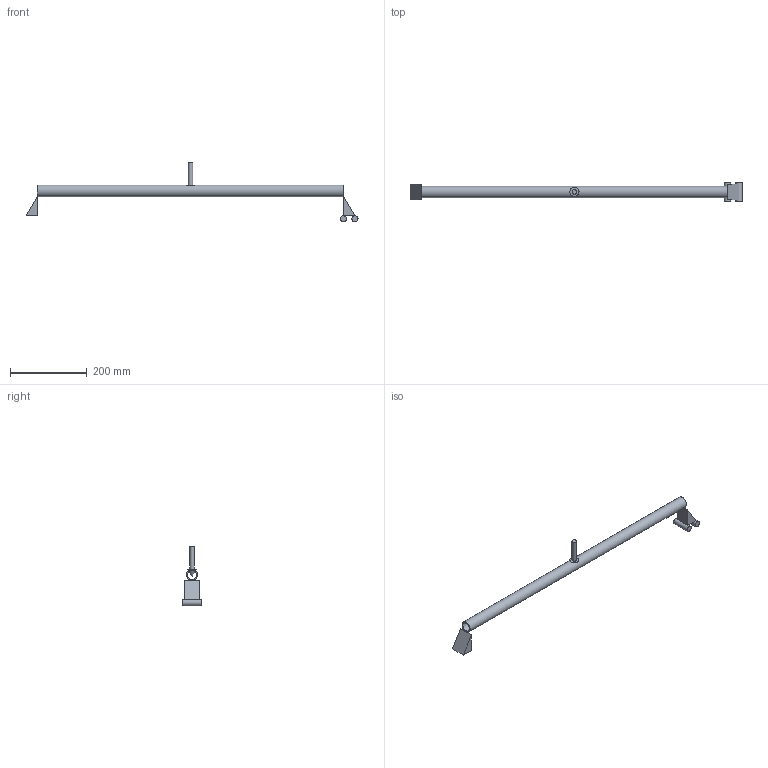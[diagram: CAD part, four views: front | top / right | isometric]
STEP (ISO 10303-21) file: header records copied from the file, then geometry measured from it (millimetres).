
FILE_DESCRIPTION(('FreeCAD Model'),'2;1');
FILE_NAME('Open CASCADE Shape Model','2025-11-01T13:52:08',('FreeCAD'),( 'FreeCAD'),'Open CASCADE STEP processor 7.7','FreeCAD','Unknown');
FILE_SCHEMA(('AUTOMOTIVE_DESIGN { 1 0 10303 214 1 1 1 1 }'));
Length unit declared in the file: millimetre
Products named in the file (1): Open CASCADE STEP translator 7.7 50
Bounding box: 868 x 50 x 156 mm (x, y, z)
Volume: 293483.2 mm3; surface area: 159714.9 mm2
Topology: 6 solids, 6 shells, 24 faces, 36 edges, 24 vertices
Faces by surface type: plane 18, cylinder 5, cone 1
Full cylindrical faces by diameter (mm): 12 x1, 16 x2, 24 x1, 30 x1
Entity records: 530 total; most frequent: DIRECTION 96, CARTESIAN_POINT 84, ORIENTED_EDGE 70, AXIS2_PLACEMENT_3D 36, EDGE_CURVE 35, FACE_BOUND 27, EDGE_LOOP 27, ADVANCED_FACE 24
